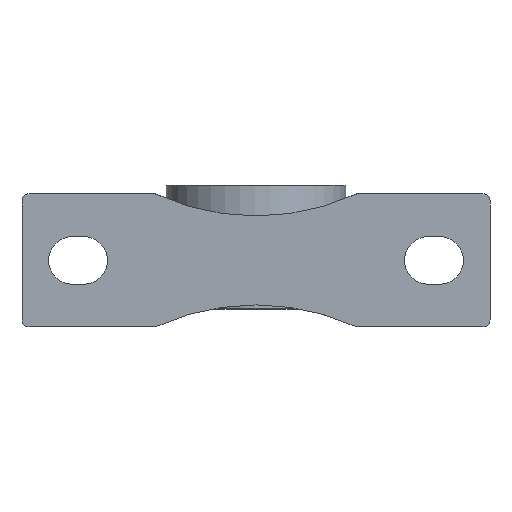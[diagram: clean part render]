
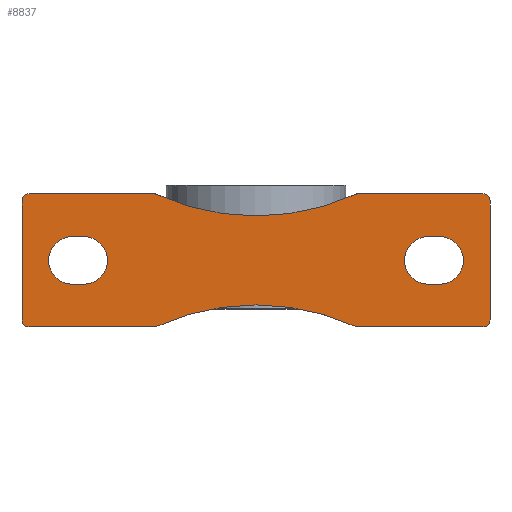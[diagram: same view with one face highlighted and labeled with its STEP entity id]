
A CAD part, front view. The second image highlights one B-rep face of the part: STEP entity #8837.
In plain terms, the highlighted face is planar.
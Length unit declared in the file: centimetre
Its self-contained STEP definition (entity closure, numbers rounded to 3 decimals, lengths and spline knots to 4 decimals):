
#8092=CARTESIAN_POINT('',(-2.375,-3.6428,0.));
#8093=VERTEX_POINT('',#8092);
#8100=CARTESIAN_POINT('',(-2.375,-8.096,0.));
#8101=VERTEX_POINT('',#8100);
#8102=CARTESIAN_POINT('',(-2.375,-12353.35,0.));
#8103=DIRECTION('',(0.,1.,0.));
#8104=VECTOR('',#8103,24690.);
#8105=LINE('',#8102,#8104);
#8106=EDGE_CURVE('',#8101,#8093,#8105,.T.);
#8245=CARTESIAN_POINT('',(2.121,8.35,0.));
#8246=VERTEX_POINT('',#8245);
#8253=CARTESIAN_POINT('',(-2.121,8.35,0.));
#8254=VERTEX_POINT('',#8253);
#8255=CARTESIAN_POINT('',(-12345.,8.35,0.));
#8256=DIRECTION('',(1.,0.,-0.));
#8257=VECTOR('',#8256,24690.);
#8258=LINE('',#8255,#8257);
#8259=EDGE_CURVE('',#8254,#8246,#8258,.T.);
#8276=CARTESIAN_POINT('',(2.375,8.096,0.));
#8277=VERTEX_POINT('',#8276);
#8284=CARTESIAN_POINT('',(2.121,8.096,0.));
#8285=DIRECTION('',(0.,-0.,1.));
#8286=DIRECTION('',(0.707,0.707,0.));
#8287=AXIS2_PLACEMENT_3D('',#8284,#8285,#8286);
#8288=CIRCLE('',#8287,0.254);
#8289=EDGE_CURVE('',#8277,#8246,#8288,.T.);
#8311=CARTESIAN_POINT('',(2.375,3.6428,0.));
#8312=VERTEX_POINT('',#8311);
#8319=CARTESIAN_POINT('',(2.375,12353.35,0.));
#8320=DIRECTION('',(0.,-1.,0.));
#8321=VECTOR('',#8320,24690.);
#8322=LINE('',#8319,#8321);
#8323=EDGE_CURVE('',#8277,#8312,#8322,.T.);
#8619=CARTESIAN_POINT('',(2.121,-8.35,0.));
#8620=VERTEX_POINT('',#8619);
#8627=CARTESIAN_POINT('',(2.375,-8.096,0.));
#8628=VERTEX_POINT('',#8627);
#8629=CARTESIAN_POINT('',(2.121,-8.096,0.));
#8630=DIRECTION('',(0.,0.,1.));
#8631=DIRECTION('',(0.707,-0.707,0.));
#8632=AXIS2_PLACEMENT_3D('',#8629,#8630,#8631);
#8633=CIRCLE('',#8632,0.254);
#8634=EDGE_CURVE('',#8620,#8628,#8633,.T.);
#8645=CARTESIAN_POINT('',(1.073,-4.3247,0.));
#8646=DIRECTION('',(0.,0.,1.));
#8647=DIRECTION('',(1.,0.,0.));
#8648=AXIS2_PLACEMENT_3D('',#8645,#8646,#8647);
#8649=PLANE('',#8648);
#8650=ORIENTED_EDGE('',*,*,#8289,.F.);
#8651=ORIENTED_EDGE('',*,*,#8323,.T.);
#8652=CARTESIAN_POINT('',(2.3523,3.5379,0.));
#8653=VERTEX_POINT('',#8652);
#8654=CARTESIAN_POINT('',(2.121,3.6428,0.));
#8655=DIRECTION('',(0.,0.,1.));
#8656=DIRECTION('',(0.977,-0.211,0.));
#8657=AXIS2_PLACEMENT_3D('',#8654,#8655,#8656);
#8658=CIRCLE('',#8657,0.254);
#8659=EDGE_CURVE('',#8653,#8312,#8658,.T.);
#8660=ORIENTED_EDGE('',*,*,#8659,.F.);
#8661=CARTESIAN_POINT('',(1.5875,0.,0.));
#8662=VERTEX_POINT('',#8661);
#8663=CARTESIAN_POINT('',(10.1528,0.,0.));
#8664=DIRECTION('',(0.,0.,1.));
#8665=DIRECTION('',(1.,0.,-0.));
#8666=AXIS2_PLACEMENT_3D('',#8663,#8664,#8665);
#8667=CIRCLE('',#8666,8.5653);
#8668=EDGE_CURVE('',#8653,#8662,#8667,.T.);
#8669=ORIENTED_EDGE('',*,*,#8668,.T.);
#8670=CARTESIAN_POINT('',(2.3523,-3.5379,0.));
#8671=VERTEX_POINT('',#8670);
#8672=CARTESIAN_POINT('',(10.1528,0.,0.));
#8673=DIRECTION('',(0.,0.,1.));
#8674=DIRECTION('',(1.,0.,-0.));
#8675=AXIS2_PLACEMENT_3D('',#8672,#8673,#8674);
#8676=CIRCLE('',#8675,8.5653);
#8677=EDGE_CURVE('',#8662,#8671,#8676,.T.);
#8678=ORIENTED_EDGE('',*,*,#8677,.T.);
#8679=CARTESIAN_POINT('',(2.375,-3.6428,0.));
#8680=VERTEX_POINT('',#8679);
#8681=CARTESIAN_POINT('',(2.121,-3.6428,0.));
#8682=DIRECTION('',(0.,-0.,1.));
#8683=DIRECTION('',(0.977,0.211,0.));
#8684=AXIS2_PLACEMENT_3D('',#8681,#8682,#8683);
#8685=CIRCLE('',#8684,0.254);
#8686=EDGE_CURVE('',#8680,#8671,#8685,.T.);
#8687=ORIENTED_EDGE('',*,*,#8686,.F.);
#8688=CARTESIAN_POINT('',(2.375,-12353.35,0.));
#8689=DIRECTION('',(0.,1.,0.));
#8690=VECTOR('',#8689,24690.);
#8691=LINE('',#8688,#8690);
#8692=EDGE_CURVE('',#8628,#8680,#8691,.T.);
#8693=ORIENTED_EDGE('',*,*,#8692,.F.);
#8694=ORIENTED_EDGE('',*,*,#8634,.F.);
#8695=CARTESIAN_POINT('',(-2.121,-8.35,0.));
#8696=VERTEX_POINT('',#8695);
#8697=CARTESIAN_POINT('',(-12345.,-8.35,0.));
#8698=DIRECTION('',(1.,0.,-0.));
#8699=VECTOR('',#8698,24690.);
#8700=LINE('',#8697,#8699);
#8701=EDGE_CURVE('',#8696,#8620,#8700,.T.);
#8702=ORIENTED_EDGE('',*,*,#8701,.F.);
#8703=CARTESIAN_POINT('',(-2.121,-8.096,0.));
#8704=DIRECTION('',(0.,0.,1.));
#8705=DIRECTION('',(-0.707,-0.707,0.));
#8706=AXIS2_PLACEMENT_3D('',#8703,#8704,#8705);
#8707=CIRCLE('',#8706,0.254);
#8708=EDGE_CURVE('',#8101,#8696,#8707,.T.);
#8709=ORIENTED_EDGE('',*,*,#8708,.F.);
#8710=ORIENTED_EDGE('',*,*,#8106,.T.);
#8711=CARTESIAN_POINT('',(-2.3523,-3.5379,0.));
#8712=VERTEX_POINT('',#8711);
#8713=CARTESIAN_POINT('',(-2.121,-3.6428,0.));
#8714=DIRECTION('',(0.,0.,1.));
#8715=DIRECTION('',(-0.977,0.211,0.));
#8716=AXIS2_PLACEMENT_3D('',#8713,#8714,#8715);
#8717=CIRCLE('',#8716,0.254);
#8718=EDGE_CURVE('',#8712,#8093,#8717,.T.);
#8719=ORIENTED_EDGE('',*,*,#8718,.F.);
#8720=CARTESIAN_POINT('',(-1.5875,-0.,0.));
#8721=VERTEX_POINT('',#8720);
#8722=CARTESIAN_POINT('',(-10.1528,0.,0.));
#8723=DIRECTION('',(0.,0.,-1.));
#8724=DIRECTION('',(-1.,0.,0.));
#8725=AXIS2_PLACEMENT_3D('',#8722,#8723,#8724);
#8726=CIRCLE('',#8725,8.5653);
#8727=EDGE_CURVE('',#8721,#8712,#8726,.T.);
#8728=ORIENTED_EDGE('',*,*,#8727,.F.);
#8729=CARTESIAN_POINT('',(-2.3523,3.5379,0.));
#8730=VERTEX_POINT('',#8729);
#8731=CARTESIAN_POINT('',(-10.1528,0.,0.));
#8732=DIRECTION('',(0.,0.,-1.));
#8733=DIRECTION('',(-1.,0.,0.));
#8734=AXIS2_PLACEMENT_3D('',#8731,#8732,#8733);
#8735=CIRCLE('',#8734,8.5653);
#8736=EDGE_CURVE('',#8730,#8721,#8735,.T.);
#8737=ORIENTED_EDGE('',*,*,#8736,.F.);
#8738=CARTESIAN_POINT('',(-2.375,3.6428,0.));
#8739=VERTEX_POINT('',#8738);
#8740=CARTESIAN_POINT('',(-2.121,3.6428,0.));
#8741=DIRECTION('',(0.,0.,1.));
#8742=DIRECTION('',(-0.977,-0.211,0.));
#8743=AXIS2_PLACEMENT_3D('',#8740,#8741,#8742);
#8744=CIRCLE('',#8743,0.254);
#8745=EDGE_CURVE('',#8739,#8730,#8744,.T.);
#8746=ORIENTED_EDGE('',*,*,#8745,.F.);
#8747=CARTESIAN_POINT('',(-2.375,8.096,0.));
#8748=VERTEX_POINT('',#8747);
#8749=CARTESIAN_POINT('',(-2.375,12353.35,0.));
#8750=DIRECTION('',(0.,-1.,0.));
#8751=VECTOR('',#8750,24690.);
#8752=LINE('',#8749,#8751);
#8753=EDGE_CURVE('',#8748,#8739,#8752,.T.);
#8754=ORIENTED_EDGE('',*,*,#8753,.F.);
#8755=CARTESIAN_POINT('',(-2.121,8.096,0.));
#8756=DIRECTION('',(0.,0.,1.));
#8757=DIRECTION('',(-0.707,0.707,0.));
#8758=AXIS2_PLACEMENT_3D('',#8755,#8756,#8757);
#8759=CIRCLE('',#8758,0.254);
#8760=EDGE_CURVE('',#8254,#8748,#8759,.T.);
#8761=ORIENTED_EDGE('',*,*,#8760,.F.);
#8762=ORIENTED_EDGE('',*,*,#8259,.T.);
#8763=EDGE_LOOP('',(#8650,#8651,#8660,#8669,#8678,#8687,#8693,#8694,#8702,#8709,#8710,#8719,#8728,#8737,#8746,#8754,#8761,#8762));
#8764=FACE_BOUND('',#8763,.T.);
#8765=CARTESIAN_POINT('',(0.85,6.55,0.));
#8766=VERTEX_POINT('',#8765);
#8767=CARTESIAN_POINT('',(-0.85,6.55,0.));
#8768=VERTEX_POINT('',#8767);
#8769=CARTESIAN_POINT('',(0.,6.55,0.));
#8770=DIRECTION('',(0.,0.,1.));
#8771=DIRECTION('',(-1.,0.,0.));
#8772=AXIS2_PLACEMENT_3D('',#8769,#8770,#8771);
#8773=CIRCLE('',#8772,0.85);
#8774=EDGE_CURVE('',#8766,#8768,#8773,.T.);
#8775=ORIENTED_EDGE('',*,*,#8774,.T.);
#8776=CARTESIAN_POINT('',(-0.85,6.15,0.));
#8777=VERTEX_POINT('',#8776);
#8778=CARTESIAN_POINT('',(-0.85,12346.0126,0.));
#8779=DIRECTION('',(0.,-1.,0.));
#8780=VECTOR('',#8779,24690.);
#8781=LINE('',#8778,#8780);
#8782=EDGE_CURVE('',#8768,#8777,#8781,.T.);
#8783=ORIENTED_EDGE('',*,*,#8782,.T.);
#8784=CARTESIAN_POINT('',(0.85,6.15,0.));
#8785=VERTEX_POINT('',#8784);
#8786=CARTESIAN_POINT('',(0.,6.15,0.));
#8787=DIRECTION('',(0.,0.,1.));
#8788=DIRECTION('',(-1.,0.,0.));
#8789=AXIS2_PLACEMENT_3D('',#8786,#8787,#8788);
#8790=CIRCLE('',#8789,0.85);
#8791=EDGE_CURVE('',#8777,#8785,#8790,.T.);
#8792=ORIENTED_EDGE('',*,*,#8791,.T.);
#8793=CARTESIAN_POINT('',(0.85,-12343.9874,0.));
#8794=DIRECTION('',(0.,1.,-0.));
#8795=VECTOR('',#8794,24690.);
#8796=LINE('',#8793,#8795);
#8797=EDGE_CURVE('',#8785,#8766,#8796,.T.);
#8798=ORIENTED_EDGE('',*,*,#8797,.T.);
#8799=EDGE_LOOP('',(#8775,#8783,#8792,#8798));
#8800=FACE_BOUND('',#8799,.T.);
#8801=CARTESIAN_POINT('',(0.85,-6.15,0.));
#8802=VERTEX_POINT('',#8801);
#8803=CARTESIAN_POINT('',(-0.85,-6.15,0.));
#8804=VERTEX_POINT('',#8803);
#8805=CARTESIAN_POINT('',(-0.,-6.15,0.));
#8806=DIRECTION('',(0.,0.,1.));
#8807=DIRECTION('',(1.,0.,-0.));
#8808=AXIS2_PLACEMENT_3D('',#8805,#8806,#8807);
#8809=CIRCLE('',#8808,0.85);
#8810=EDGE_CURVE('',#8802,#8804,#8809,.T.);
#8811=ORIENTED_EDGE('',*,*,#8810,.T.);
#8812=CARTESIAN_POINT('',(-0.85,-6.55,0.));
#8813=VERTEX_POINT('',#8812);
#8814=CARTESIAN_POINT('',(-0.85,12339.6626,0.));
#8815=DIRECTION('',(0.,-1.,0.));
#8816=VECTOR('',#8815,24690.);
#8817=LINE('',#8814,#8816);
#8818=EDGE_CURVE('',#8804,#8813,#8817,.T.);
#8819=ORIENTED_EDGE('',*,*,#8818,.T.);
#8820=CARTESIAN_POINT('',(0.85,-6.55,0.));
#8821=VERTEX_POINT('',#8820);
#8822=CARTESIAN_POINT('',(0.,-6.55,0.));
#8823=DIRECTION('',(0.,0.,1.));
#8824=DIRECTION('',(-1.,0.,0.));
#8825=AXIS2_PLACEMENT_3D('',#8822,#8823,#8824);
#8826=CIRCLE('',#8825,0.85);
#8827=EDGE_CURVE('',#8813,#8821,#8826,.T.);
#8828=ORIENTED_EDGE('',*,*,#8827,.T.);
#8829=CARTESIAN_POINT('',(0.85,-12350.3374,0.));
#8830=DIRECTION('',(0.,1.,0.));
#8831=VECTOR('',#8830,24690.);
#8832=LINE('',#8829,#8831);
#8833=EDGE_CURVE('',#8821,#8802,#8832,.T.);
#8834=ORIENTED_EDGE('',*,*,#8833,.T.);
#8835=EDGE_LOOP('',(#8811,#8819,#8828,#8834));
#8836=FACE_BOUND('',#8835,.T.);
#8837=ADVANCED_FACE('',(#8764,#8800,#8836),#8649,.F.);
